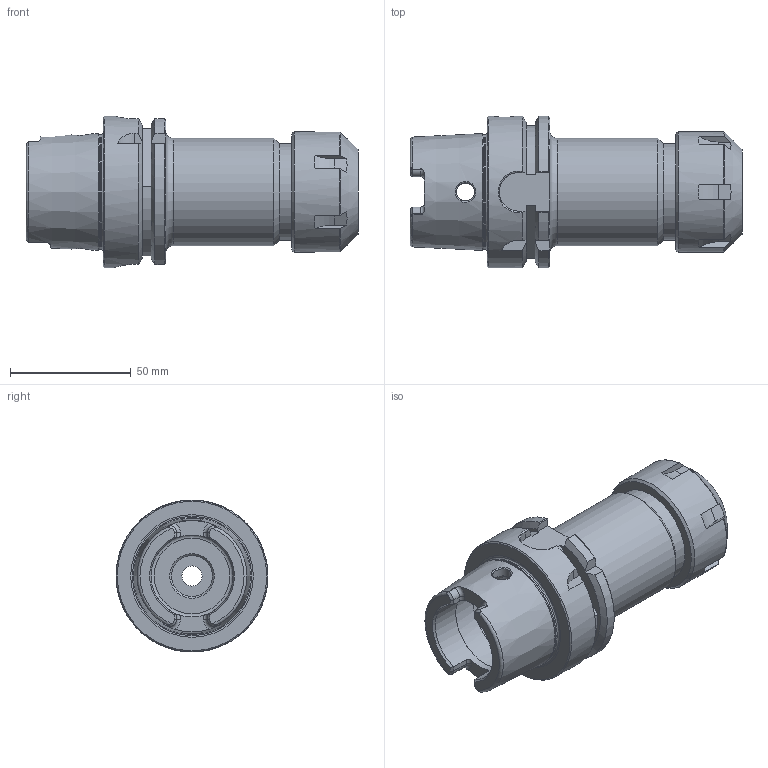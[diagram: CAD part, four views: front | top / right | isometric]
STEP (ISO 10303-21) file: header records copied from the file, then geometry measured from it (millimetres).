
FILE_DESCRIPTION((''),'2;1');
FILE_NAME('H63-32ERC416.stp','2014-08-25T17:18:47',('kaykin'),(''),'Autodesk Inventor 2012','Autodesk Inventor 2012','');
FILE_SCHEMA(('AUTOMOTIVE_DESIGN { 1 0 10303 214 1 1 1 1 }'));
Length unit declared in the file: inch
Products named in the file (3): H63-32ERC416; H63-32ER4-1; 32ERCN
Assembly tree (2 placements, depth 2):
  H63-32ERC416
    H63-32ER4-1
    32ERCN
Bounding box: 137.66 x 63 x 63 mm (x, y, z)
Volume: 164259.3 mm3; surface area: 44994 mm2
Topology: 2 solids, 2 shells, 186 faces, 485 edges, 309 vertices
Faces by surface type: plane 76, cylinder 49, cone 31, torus 19, bspline 11
Full cylindrical faces by diameter (mm): 7.5 x2, 8.4 x1, 10 x1, 16.916 x1, 18.923 x1, 19.016 x1, 21.869 x1, 23.495 x1, 27 x1, 33 x1, 34 x2, 38.65 x1, 40 x2, 41 x1, 44.45 x1, 48.041 x1, 50 x1, 63 x1
Entity records: 6386 total; most frequent: CARTESIAN_POINT 2093, ORIENTED_EDGE 852, DIRECTION 787, EDGE_CURVE 426, AXIS2_PLACEMENT_3D 325, VERTEX_POINT 295, EDGE_LOOP 245, FACE_OUTER_BOUND 186
